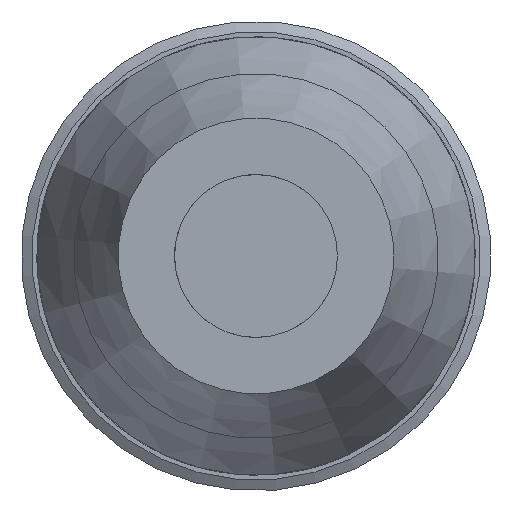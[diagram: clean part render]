
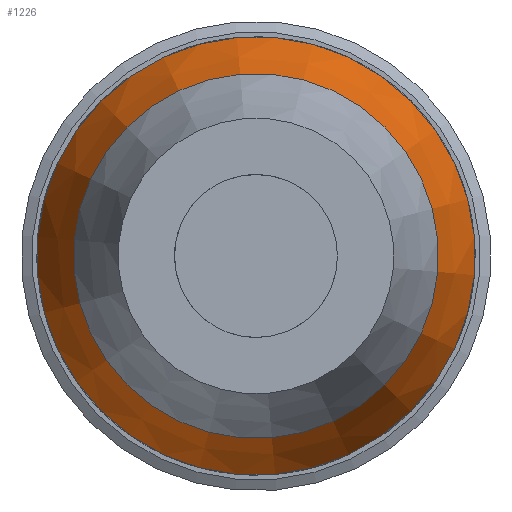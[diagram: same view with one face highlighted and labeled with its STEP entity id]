
A CAD part, left-side view. The second image highlights one B-rep face of the part: STEP entity #1226.
In plain terms, the highlighted conical face has half-angle 20.807 degrees and reference radius 5.1 mm.
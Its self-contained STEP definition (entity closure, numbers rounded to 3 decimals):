
#1164=CONICAL_SURFACE('',#6526,5.1,20.807);
#1226=ADVANCED_FACE('',(#2522,#2523),#1164,.T.);
#2522=FACE_BOUND('',#2681,.T.);
#2523=FACE_BOUND('',#2682,.T.);
#2681=EDGE_LOOP('',(#3309));
#2682=EDGE_LOOP('',(#3310));
#3309=ORIENTED_EDGE('',*,*,#5442,.F.);
#3310=ORIENTED_EDGE('',*,*,#5525,.T.);
#4850=VERTEX_POINT('',#8528);
#4909=VERTEX_POINT('',#8973);
#5442=EDGE_CURVE('',#4850,#4850,#6257,.T.);
#5525=EDGE_CURVE('',#4909,#4909,#6286,.T.);
#6257=CIRCLE('',#6468,7.);
#6286=CIRCLE('',#6524,5.1);
#6468=AXIS2_PLACEMENT_3D('',#8527,#6981,#6982);
#6524=AXIS2_PLACEMENT_3D('',#8972,#7119,#7120);
#6526=AXIS2_PLACEMENT_3D('',#8975,#7123,#7124);
#6981=DIRECTION('',(1.,0.,0.));
#6982=DIRECTION('',(0.,-0.707,-0.707));
#7119=DIRECTION('',(1.,0.,0.));
#7120=DIRECTION('',(0.,-0.707,-0.707));
#7123=DIRECTION('',(1.,0.,0.));
#7124=DIRECTION('',(0.,-0.707,-0.707));
#8527=CARTESIAN_POINT('',(20.1,50.,0.));
#8528=CARTESIAN_POINT('',(20.1,45.05,-4.95));
#8972=CARTESIAN_POINT('',(15.1,50.,0.));
#8973=CARTESIAN_POINT('',(15.1,46.394,-3.606));
#8975=CARTESIAN_POINT('',(15.1,50.,0.));
